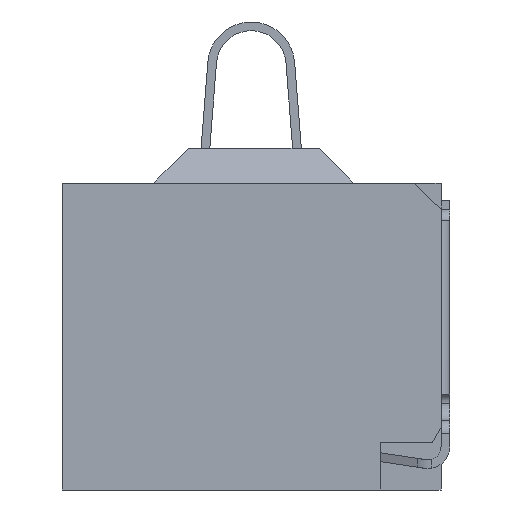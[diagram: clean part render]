
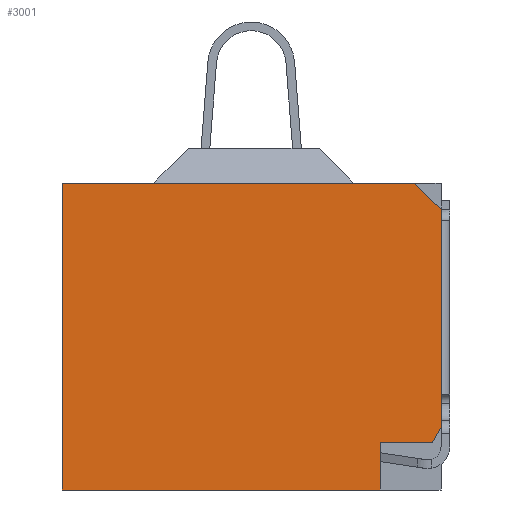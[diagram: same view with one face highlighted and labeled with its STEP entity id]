
A CAD part, left-side view. The second image highlights one B-rep face of the part: STEP entity #3001.
In plain terms, the highlighted planar face has unit normal (-1, 0, 0).
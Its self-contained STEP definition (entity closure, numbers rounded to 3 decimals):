
#134=DIRECTION('',(0.,-0.707,-0.707));
#135=VECTOR('',#134,0.424);
#136=CARTESIAN_POINT('',(-4.35,-1.85,-0.4));
#137=LINE('',#136,#135);
#138=DIRECTION('',(0.,0.,-1.));
#139=VECTOR('',#138,2.502);
#140=CARTESIAN_POINT('',(-4.35,-2.15,-0.7));
#141=LINE('',#140,#139);
#142=DIRECTION('',(0.,0.5,-0.866));
#143=VECTOR('',#142,0.2);
#144=CARTESIAN_POINT('',(-4.35,-2.15,-3.202));
#145=LINE('',#144,#143);
#146=DIRECTION('',(0.,1.,0.));
#147=VECTOR('',#146,0.6);
#148=CARTESIAN_POINT('',(-4.35,-2.05,-3.375));
#149=LINE('',#148,#147);
#150=DIRECTION('',(0.,0.,-1.));
#151=VECTOR('',#150,0.55);
#152=CARTESIAN_POINT('',(-4.35,-1.45,-3.375));
#153=LINE('',#152,#151);
#154=DIRECTION('',(0.,1.,0.));
#155=VECTOR('',#154,3.65);
#156=CARTESIAN_POINT('',(-4.35,-1.45,-3.925));
#157=LINE('',#156,#155);
#158=DIRECTION('',(0.,0.,1.));
#159=VECTOR('',#158,3.525);
#160=CARTESIAN_POINT('',(-4.35,2.2,-3.925));
#161=LINE('',#160,#159);
#194=DIRECTION('',(0.,1.,0.));
#195=VECTOR('',#194,4.05);
#196=CARTESIAN_POINT('',(-4.35,-1.85,-0.4));
#197=LINE('',#196,#195);
#2354=CARTESIAN_POINT('',(-4.35,-2.15,-0.7));
#2355=CARTESIAN_POINT('',(-4.35,-2.15,-3.202));
#2356=VERTEX_POINT('',#2354);
#2357=VERTEX_POINT('',#2355);
#2358=CARTESIAN_POINT('',(-4.35,-1.45,-3.925));
#2359=CARTESIAN_POINT('',(-4.35,2.2,-3.925));
#2360=VERTEX_POINT('',#2358);
#2361=VERTEX_POINT('',#2359);
#2362=CARTESIAN_POINT('',(-4.35,2.2,-0.4));
#2363=VERTEX_POINT('',#2362);
#2374=CARTESIAN_POINT('',(-4.35,-1.85,-0.4));
#2375=VERTEX_POINT('',#2374);
#2376=CARTESIAN_POINT('',(-4.35,-2.05,-3.375));
#2377=VERTEX_POINT('',#2376);
#2378=CARTESIAN_POINT('',(-4.35,-1.45,-3.375));
#2379=VERTEX_POINT('',#2378);
#2978=CARTESIAN_POINT('',(-4.35,0.,0.));
#2979=DIRECTION('',(1.,0.,0.));
#2980=DIRECTION('',(0.,0.,-1.));
#2981=AXIS2_PLACEMENT_3D('',#2978,#2979,#2980);
#2982=PLANE('',#2981);
#2984=ORIENTED_EDGE('',*,*,#2983,.F.);
#2986=ORIENTED_EDGE('',*,*,#2985,.T.);
#2988=ORIENTED_EDGE('',*,*,#2987,.T.);
#2990=ORIENTED_EDGE('',*,*,#2989,.T.);
#2992=ORIENTED_EDGE('',*,*,#2991,.T.);
#2994=ORIENTED_EDGE('',*,*,#2993,.T.);
#2996=ORIENTED_EDGE('',*,*,#2995,.T.);
#2998=ORIENTED_EDGE('',*,*,#2997,.T.);
#2999=EDGE_LOOP('',(#2984,#2986,#2988,#2990,#2992,#2994,#2996,#2998));
#3000=FACE_OUTER_BOUND('',#2999,.F.);
#2983=EDGE_CURVE('',#2375,#2363,#197,.T.);
#2985=EDGE_CURVE('',#2375,#2356,#137,.T.);
#2987=EDGE_CURVE('',#2356,#2357,#141,.T.);
#2989=EDGE_CURVE('',#2357,#2377,#145,.T.);
#2991=EDGE_CURVE('',#2377,#2379,#149,.T.);
#2993=EDGE_CURVE('',#2379,#2360,#153,.T.);
#2995=EDGE_CURVE('',#2360,#2361,#157,.T.);
#2997=EDGE_CURVE('',#2361,#2363,#161,.T.);
#3001=ADVANCED_FACE('',(#3000),#2982,.F.);
